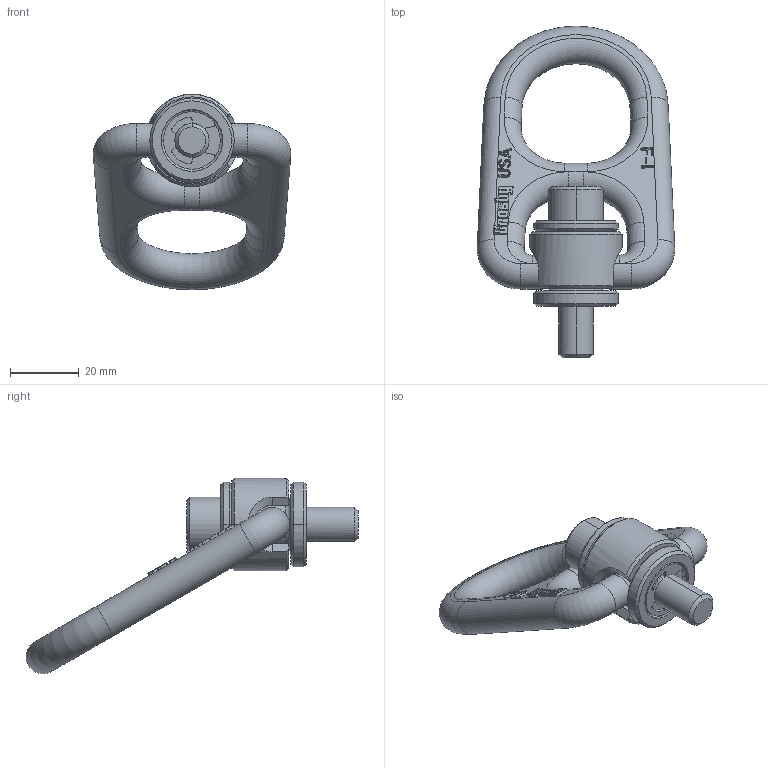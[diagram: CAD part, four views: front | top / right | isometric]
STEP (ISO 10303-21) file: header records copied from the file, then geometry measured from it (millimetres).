
FILE_DESCRIPTION((''),'2;1');
FILE_NAME('CROSBY_HR-1000M_1_1068316','2014-09-17T',('alan doughty'),('The Crosby Group LLC'),'PRO/ENGINEER BY PARAMETRIC TECHNOLOGY CORPORATION, 2014050','PRO/ENGINEER BY PARAMETRIC TECHNOLOGY CORPORATION, 2014050','');
FILE_SCHEMA(('AUTOMOTIVE_DESIGN { 1 0 10303 214 1 1 1 1 }'));
Length unit declared in the file: inch
Products named in the file (1): CROSBY_HR-1000M_1_1068316
Bounding box: 57.63 x 96.87 x 57.05 mm (x, y, z)
Volume: 37450.9 mm3; surface area: 14580.4 mm2
Topology: 2 solids, 2 shells, 269 faces, 686 edges, 435 vertices
Faces by surface type: plane 141, cylinder 53, torus 23, cone 22, extrusion 16, bspline 12, sphere 2
Entity records: 12358 total; most frequent: CARTESIAN_POINT 3472, ORIENTED_EDGE 1368, DIRECTION 1275, PRESENTATION_STYLE_ASSIGNMENT 692, STYLED_ITEM 686, CURVE_STYLE 684, EDGE_CURVE 684, VECTOR 435
